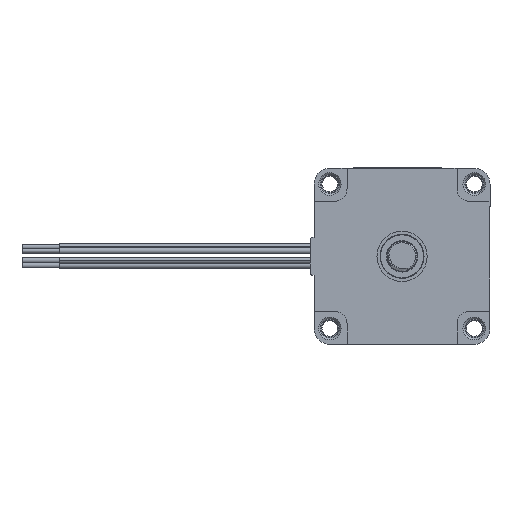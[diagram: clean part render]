
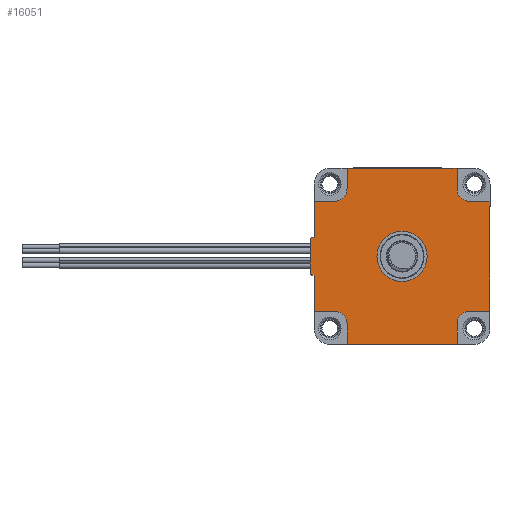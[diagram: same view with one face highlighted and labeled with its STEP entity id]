
A CAD part, left-side view. The second image highlights one B-rep face of the part: STEP entity #16051.
In plain terms, the highlighted face is planar.
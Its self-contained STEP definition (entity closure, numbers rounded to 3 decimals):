
#590=PLANE('',#17510);
#856=FACE_BOUND('',#2518,.T.);
#1524=FACE_OUTER_BOUND('',#2517,.T.);
#2517=EDGE_LOOP('',(#13088,#13089,#13090,#13091,#13092,#13093,#13094,#13095,
#13096,#13097,#13098,#13099,#13100,#13101,#13102,#13103,#13104,#13105,#13106,
#13107,#13108,#13109));
#2518=EDGE_LOOP('',(#13110));
#3764=LINE('',#31312,#5074);
#3767=LINE('',#31318,#5077);
#3775=LINE('',#31338,#5085);
#3783=LINE('',#31358,#5093);
#3791=LINE('',#31378,#5101);
#3799=LINE('',#31398,#5109);
#3802=LINE('',#31404,#5112);
#3806=LINE('',#31416,#5116);
#3842=LINE('',#31493,#5152);
#3843=LINE('',#31496,#5153);
#3844=LINE('',#31498,#5154);
#3845=LINE('',#31501,#5155);
#3846=LINE('',#31503,#5156);
#3847=LINE('',#31506,#5157);
#3848=LINE('',#31508,#5158);
#3849=LINE('',#31511,#5159);
#5074=VECTOR('',#21028,0.3);
#5077=VECTOR('',#21033,5.75);
#5085=VECTOR('',#21049,17.5);
#5093=VECTOR('',#21065,17.5);
#5101=VECTOR('',#21081,17.5);
#5109=VECTOR('',#21097,5.75);
#5112=VECTOR('',#21102,0.3);
#5116=VECTOR('',#21114,5.4);
#5152=VECTOR('',#21182,3.25);
#5153=VECTOR('',#21185,3.25);
#5154=VECTOR('',#21186,3.25);
#5155=VECTOR('',#21189,3.25);
#5156=VECTOR('',#21190,3.25);
#5157=VECTOR('',#21193,3.25);
#5158=VECTOR('',#21194,3.25);
#5159=VECTOR('',#21197,3.25);
#6140=CIRCLE('',#17424,4.);
#6177=CIRCLE('',#17493,0.3);
#6180=CIRCLE('',#17498,0.3);
#6182=CIRCLE('',#17511,2.);
#6183=CIRCLE('',#17512,2.);
#6184=CIRCLE('',#17513,2.);
#6185=CIRCLE('',#17514,2.);
#7393=VERTEX_POINT('',#31229);
#7423=VERTEX_POINT('',#31309);
#7424=VERTEX_POINT('',#31311);
#7426=VERTEX_POINT('',#31317);
#7433=VERTEX_POINT('',#31335);
#7434=VERTEX_POINT('',#31337);
#7441=VERTEX_POINT('',#31355);
#7442=VERTEX_POINT('',#31357);
#7449=VERTEX_POINT('',#31375);
#7450=VERTEX_POINT('',#31377);
#7457=VERTEX_POINT('',#31395);
#7458=VERTEX_POINT('',#31397);
#7460=VERTEX_POINT('',#31403);
#7462=VERTEX_POINT('',#31409);
#7464=VERTEX_POINT('',#31415);
#7489=VERTEX_POINT('',#31492);
#7490=VERTEX_POINT('',#31494);
#7491=VERTEX_POINT('',#31497);
#7492=VERTEX_POINT('',#31499);
#7493=VERTEX_POINT('',#31502);
#7494=VERTEX_POINT('',#31504);
#7495=VERTEX_POINT('',#31507);
#7496=VERTEX_POINT('',#31509);
#9376=EDGE_CURVE('',#7393,#7393,#6140,.T.);
#9406=EDGE_CURVE('',#7423,#7424,#3764,.T.);
#9409=EDGE_CURVE('',#7424,#7426,#3767,.T.);
#9419=EDGE_CURVE('',#7433,#7434,#3775,.T.);
#9429=EDGE_CURVE('',#7441,#7442,#3783,.T.);
#9439=EDGE_CURVE('',#7449,#7450,#3791,.T.);
#9449=EDGE_CURVE('',#7457,#7458,#3799,.T.);
#9452=EDGE_CURVE('',#7458,#7460,#3802,.T.);
#9455=EDGE_CURVE('',#7460,#7462,#6177,.T.);
#9458=EDGE_CURVE('',#7462,#7464,#3806,.T.);
#9465=EDGE_CURVE('',#7464,#7423,#6180,.T.);
#9498=EDGE_CURVE('',#7489,#7441,#3842,.T.);
#9499=EDGE_CURVE('',#7490,#7489,#6182,.T.);
#9500=EDGE_CURVE('',#7434,#7490,#3843,.T.);
#9501=EDGE_CURVE('',#7491,#7433,#3844,.T.);
#9502=EDGE_CURVE('',#7492,#7491,#6183,.T.);
#9503=EDGE_CURVE('',#7426,#7492,#3845,.T.);
#9504=EDGE_CURVE('',#7493,#7457,#3846,.T.);
#9505=EDGE_CURVE('',#7494,#7493,#6184,.T.);
#9506=EDGE_CURVE('',#7450,#7494,#3847,.T.);
#9507=EDGE_CURVE('',#7495,#7449,#3848,.T.);
#9508=EDGE_CURVE('',#7496,#7495,#6185,.T.);
#9509=EDGE_CURVE('',#7442,#7496,#3849,.T.);
#13088=ORIENTED_EDGE('',*,*,#9429,.F.);
#13089=ORIENTED_EDGE('',*,*,#9498,.F.);
#13090=ORIENTED_EDGE('',*,*,#9499,.F.);
#13091=ORIENTED_EDGE('',*,*,#9500,.F.);
#13092=ORIENTED_EDGE('',*,*,#9419,.F.);
#13093=ORIENTED_EDGE('',*,*,#9501,.F.);
#13094=ORIENTED_EDGE('',*,*,#9502,.F.);
#13095=ORIENTED_EDGE('',*,*,#9503,.F.);
#13096=ORIENTED_EDGE('',*,*,#9409,.F.);
#13097=ORIENTED_EDGE('',*,*,#9406,.F.);
#13098=ORIENTED_EDGE('',*,*,#9465,.F.);
#13099=ORIENTED_EDGE('',*,*,#9458,.F.);
#13100=ORIENTED_EDGE('',*,*,#9455,.F.);
#13101=ORIENTED_EDGE('',*,*,#9452,.F.);
#13102=ORIENTED_EDGE('',*,*,#9449,.F.);
#13103=ORIENTED_EDGE('',*,*,#9504,.F.);
#13104=ORIENTED_EDGE('',*,*,#9505,.F.);
#13105=ORIENTED_EDGE('',*,*,#9506,.F.);
#13106=ORIENTED_EDGE('',*,*,#9439,.F.);
#13107=ORIENTED_EDGE('',*,*,#9507,.F.);
#13108=ORIENTED_EDGE('',*,*,#9508,.F.);
#13109=ORIENTED_EDGE('',*,*,#9509,.F.);
#13110=ORIENTED_EDGE('',*,*,#9376,.F.);
#16051=ADVANCED_FACE('',(#1524,#856),#590,.F.);
#17424=AXIS2_PLACEMENT_3D('',#31230,#20928,#20929);
#17493=AXIS2_PLACEMENT_3D('',#31410,#21108,#21109);
#17498=AXIS2_PLACEMENT_3D('',#31428,#21125,#21126);
#17510=AXIS2_PLACEMENT_3D('',#31491,#21180,#21181);
#17511=AXIS2_PLACEMENT_3D('',#31495,#21183,#21184);
#17512=AXIS2_PLACEMENT_3D('',#31500,#21187,#21188);
#17513=AXIS2_PLACEMENT_3D('',#31505,#21191,#21192);
#17514=AXIS2_PLACEMENT_3D('',#31510,#21195,#21196);
#20928=DIRECTION('center_axis',(0.,0.,-1.));
#20929=DIRECTION('ref_axis',(-1.,0.,0.));
#21028=DIRECTION('',(0.,-1.,0.));
#21033=DIRECTION('',(-1.,0.,0.));
#21049=DIRECTION('',(0.,-1.,0.));
#21065=DIRECTION('',(1.,0.,0.));
#21081=DIRECTION('',(0.,1.,0.));
#21097=DIRECTION('',(-1.,0.,0.));
#21102=DIRECTION('',(0.,1.,0.));
#21108=DIRECTION('center_axis',(0.,0.,1.));
#21109=DIRECTION('ref_axis',(-1.,0.,0.));
#21114=DIRECTION('',(-1.,0.,0.));
#21125=DIRECTION('center_axis',(0.,0.,1.));
#21126=DIRECTION('ref_axis',(1.,0.,0.));
#21180=DIRECTION('center_axis',(0.,0.,1.));
#21181=DIRECTION('ref_axis',(1.,0.,0.));
#21182=DIRECTION('',(0.,-1.,0.));
#21183=DIRECTION('center_axis',(0.,0.,-1.));
#21184=DIRECTION('ref_axis',(1.,0.,0.));
#21185=DIRECTION('',(1.,0.,0.));
#21186=DIRECTION('',(-1.,0.,0.));
#21187=DIRECTION('center_axis',(0.,0.,-1.));
#21188=DIRECTION('ref_axis',(1.,0.,0.));
#21189=DIRECTION('',(0.,-1.,0.));
#21190=DIRECTION('',(0.,1.,0.));
#21191=DIRECTION('center_axis',(0.,0.,-1.));
#21192=DIRECTION('ref_axis',(1.,0.,0.));
#21193=DIRECTION('',(-1.,0.,0.));
#21194=DIRECTION('',(1.,0.,0.));
#21195=DIRECTION('center_axis',(0.,0.,-1.));
#21196=DIRECTION('ref_axis',(1.,0.,0.));
#21197=DIRECTION('',(0.,1.,0.));
#31229=CARTESIAN_POINT('',(-4.,0.,0.));
#31230=CARTESIAN_POINT('Origin',(0.,0.,0.));
#31309=CARTESIAN_POINT('',(-3.,14.3,0.));
#31311=CARTESIAN_POINT('',(-3.,14.,0.));
#31312=CARTESIAN_POINT('',(-3.,14.,0.));
#31317=CARTESIAN_POINT('',(-8.75,14.,0.));
#31318=CARTESIAN_POINT('',(-11.5,14.,0.));
#31335=CARTESIAN_POINT('',(-14.,8.75,0.));
#31337=CARTESIAN_POINT('',(-14.,-8.75,0.));
#31338=CARTESIAN_POINT('',(-14.,11.5,0.));
#31355=CARTESIAN_POINT('',(-8.75,-14.,0.));
#31357=CARTESIAN_POINT('',(8.75,-14.,0.));
#31358=CARTESIAN_POINT('',(-11.5,-14.,0.));
#31375=CARTESIAN_POINT('',(14.,-8.75,0.));
#31377=CARTESIAN_POINT('',(14.,8.75,0.));
#31378=CARTESIAN_POINT('',(14.,11.5,0.));
#31395=CARTESIAN_POINT('',(8.75,14.,0.));
#31397=CARTESIAN_POINT('',(3.,14.,0.));
#31398=CARTESIAN_POINT('',(3.,14.,0.));
#31403=CARTESIAN_POINT('',(3.,14.3,0.));
#31404=CARTESIAN_POINT('',(3.,14.,0.));
#31409=CARTESIAN_POINT('',(2.7,14.6,0.));
#31410=CARTESIAN_POINT('Origin',(2.7,14.3,0.));
#31415=CARTESIAN_POINT('',(-2.7,14.6,0.));
#31416=CARTESIAN_POINT('',(-2.7,14.6,0.));
#31428=CARTESIAN_POINT('Origin',(-2.7,14.3,0.));
#31491=CARTESIAN_POINT('Origin',(-2.7,14.3,0.));
#31492=CARTESIAN_POINT('',(-8.75,-10.75,0.));
#31493=CARTESIAN_POINT('',(-8.75,-10.75,0.));
#31494=CARTESIAN_POINT('',(-10.75,-8.75,0.));
#31495=CARTESIAN_POINT('Origin',(-10.75,-10.75,0.));
#31496=CARTESIAN_POINT('',(-10.75,-8.75,0.));
#31497=CARTESIAN_POINT('',(-10.75,8.75,0.));
#31498=CARTESIAN_POINT('',(-10.75,8.75,0.));
#31499=CARTESIAN_POINT('',(-8.75,10.75,0.));
#31500=CARTESIAN_POINT('Origin',(-10.75,10.75,0.));
#31501=CARTESIAN_POINT('',(-8.75,10.75,0.));
#31502=CARTESIAN_POINT('',(8.75,10.75,0.));
#31503=CARTESIAN_POINT('',(8.75,10.75,0.));
#31504=CARTESIAN_POINT('',(10.75,8.75,0.));
#31505=CARTESIAN_POINT('Origin',(10.75,10.75,0.));
#31506=CARTESIAN_POINT('',(10.75,8.75,0.));
#31507=CARTESIAN_POINT('',(10.75,-8.75,0.));
#31508=CARTESIAN_POINT('',(10.75,-8.75,0.));
#31509=CARTESIAN_POINT('',(8.75,-10.75,0.));
#31510=CARTESIAN_POINT('Origin',(10.75,-10.75,0.));
#31511=CARTESIAN_POINT('',(8.75,-10.75,0.));
